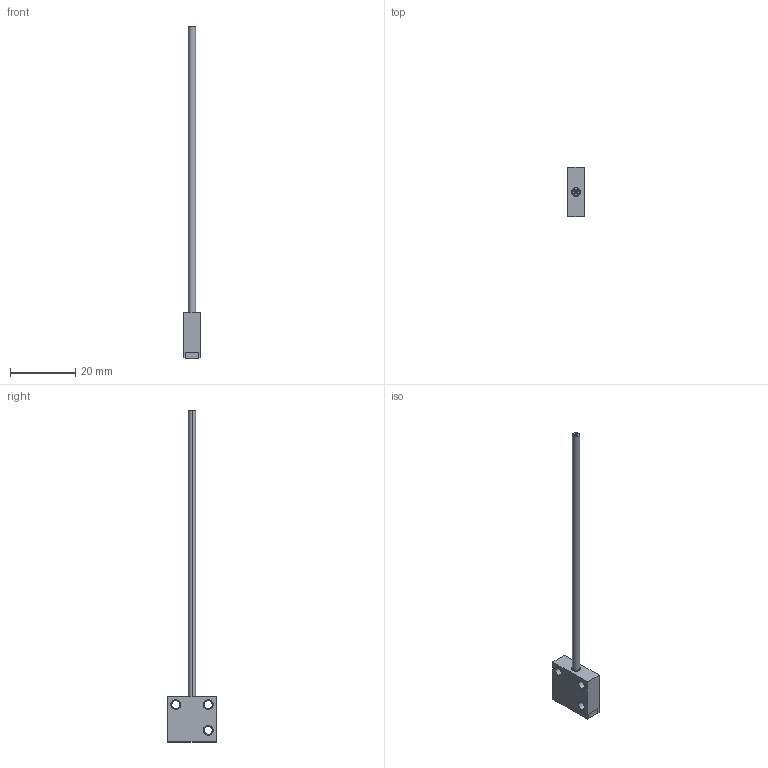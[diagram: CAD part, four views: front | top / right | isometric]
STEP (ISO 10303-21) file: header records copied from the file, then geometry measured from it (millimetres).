
FILE_DESCRIPTION((''),'2;1');
FILE_NAME('193415_ASM','2016-02-17T',('pdmadmin'),(''),'PRO/ENGINEER BY PARAMETRIC TECHNOLOGY CORPORATION, 2013230','PRO/ENGINEER BY PARAMETRIC TECHNOLOGY CORPORATION, 2013230','');
FILE_SCHEMA(('CONFIG_CONTROL_DESIGN'));
Length unit declared in the file: inch
Products named in the file (21): 39153_AF0; 39154_AF3; 10143_AF2; FIBER_CORE_010_0-25_AF1; FIBER_CORE_010_0-25_AF0; FIBER_CORE_010_0-25_AF3; FIBER_CORE_010_0-25_AF2; FIBER_CORE_010_0-25_AF5; FIBER_CORE_010_0-25_AF4; FIBER_CORE_010_0-25_AF7; FIBER_CORE_010_0-25_AF6; FIBER_CORE_010_0-25_AF9; FIBER_CORE_010_0-25_AF8; FIBER_CORE_010_0-25_AF11; FIBER_CORE_010_0-25_AF10; FIBER_CORE_010_0-25_AF13; FIBER_CORE_010_0-25_AF12; FIBER_CORE_010_0-25_AF15; FIBER_CORE_010_0-25_AF14; 82288_ASM; 193415_ASM
Assembly tree (20 placements, depth 3):
  193415_ASM
    82288_ASM
      39153_AF0
      39154_AF3
      10143_AF2
      FIBER_CORE_010_0-25_AF1
      FIBER_CORE_010_0-25_AF0
      FIBER_CORE_010_0-25_AF3
      FIBER_CORE_010_0-25_AF2
      FIBER_CORE_010_0-25_AF5
      FIBER_CORE_010_0-25_AF4
      FIBER_CORE_010_0-25_AF7
      FIBER_CORE_010_0-25_AF6
      FIBER_CORE_010_0-25_AF9
      FIBER_CORE_010_0-25_AF8
      FIBER_CORE_010_0-25_AF11
      FIBER_CORE_010_0-25_AF10
      FIBER_CORE_010_0-25_AF13
      FIBER_CORE_010_0-25_AF12
      FIBER_CORE_010_0-25_AF15
      FIBER_CORE_010_0-25_AF14
Bounding box: 5.08 x 14.99 x 101.64 mm (x, y, z)
Volume: 1094.5 mm3; surface area: 3301.9 mm2
Topology: 26 solids, 29 shells, 215 faces, 463 edges, 308 vertices
Faces by surface type: cylinder 115, plane 99, torus 1
Entity records: 6611 total; most frequent: DIRECTION 1260, CARTESIAN_POINT 1074, ORIENTED_EDGE 914, AXIS2_PLACEMENT_3D 526, EDGE_CURVE 463, VERTEX_POINT 308, EDGE_LOOP 265, CIRCLE 249
